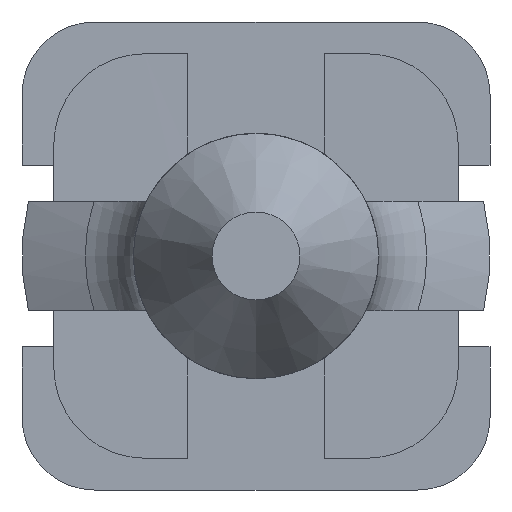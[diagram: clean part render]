
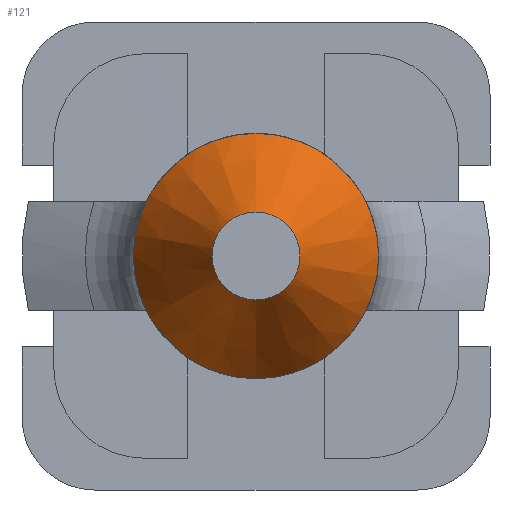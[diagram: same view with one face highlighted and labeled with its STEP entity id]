
A CAD part, front view. The second image highlights one B-rep face of the part: STEP entity #121.
In plain terms, the highlighted conical face has half-angle 30 degrees and reference radius 0.455 mm.
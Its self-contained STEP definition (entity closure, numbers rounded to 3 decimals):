
#36=FACE_BOUND('',#252,.T.);
#37=FACE_BOUND('',#253,.T.);
#42=CONICAL_SURFACE('',#1054,0.455,30.);
#121=ADVANCED_FACE('',(#36,#37),#42,.T.);
#252=EDGE_LOOP('',(#700));
#253=EDGE_LOOP('',(#701));
#700=ORIENTED_EDGE('',*,*,#931,.T.);
#701=ORIENTED_EDGE('',*,*,#930,.F.);
#792=VERTEX_POINT('',#1718);
#793=VERTEX_POINT('',#1721);
#930=EDGE_CURVE('',#792,#792,#966,.T.);
#931=EDGE_CURVE('',#793,#793,#967,.T.);
#966=CIRCLE('',#1050,0.484);
#967=CIRCLE('',#1052,1.35);
#1050=AXIS2_PLACEMENT_3D('',#1717,#1305,#1306);
#1052=AXIS2_PLACEMENT_3D('',#1720,#1309,#1310);
#1054=AXIS2_PLACEMENT_3D('',#1723,#1313,#1314);
#1305=DIRECTION('',(0.,-1.,0.));
#1306=DIRECTION('',(0.,0.,-1.));
#1309=DIRECTION('',(0.,-1.,0.));
#1310=DIRECTION('',(0.,0.,-1.));
#1313=DIRECTION('',(0.,1.,0.));
#1314=DIRECTION('',(-0.037,0.,0.999));
#1717=CARTESIAN_POINT('',(0.,-14.8,0.));
#1718=CARTESIAN_POINT('',(0.,-14.8,-0.484));
#1720=CARTESIAN_POINT('',(0.,-13.3,0.));
#1721=CARTESIAN_POINT('',(0.,-13.3,-1.35));
#1723=CARTESIAN_POINT('',(0.,-14.85,0.));
